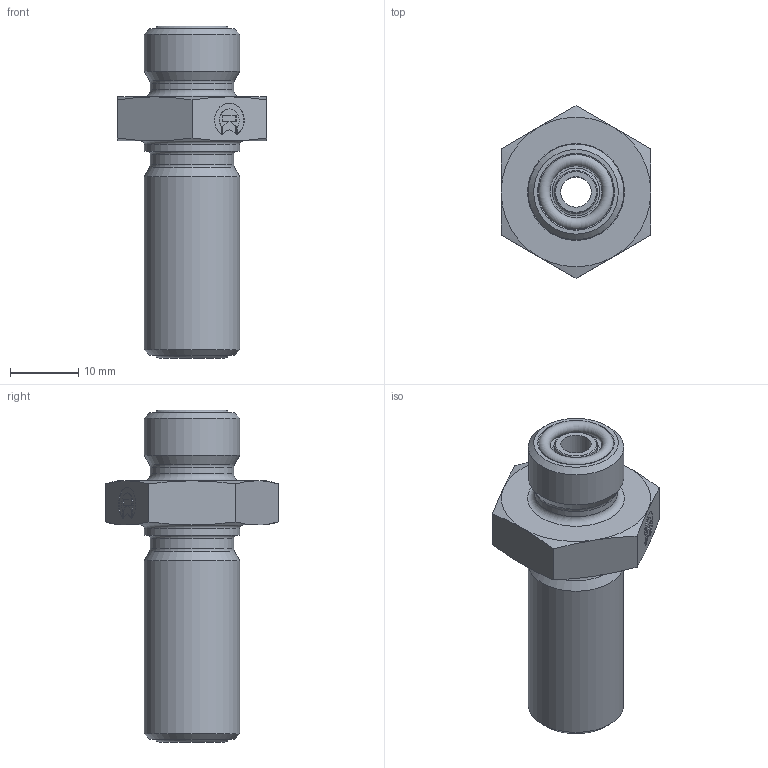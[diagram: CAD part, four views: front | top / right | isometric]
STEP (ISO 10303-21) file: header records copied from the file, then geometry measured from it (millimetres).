
FILE_DESCRIPTION((''),'2;1');
FILE_NAME('2031309Vi.stp','2015-01-09T17:16:36',(''),('KNOMI spol. s r. o.'),'Autodesk Inventor 2012','Autodesk Inventor 2012','');
FILE_SCHEMA(('AUTOMOTIVE_DESIGN { 1 2 10303 214 0 1 1 1 }'));
Length unit declared in the file: millimetre
Products named in the file (3): POSP 6 (-4) Vi 9/16-18 / 9/16-18 (WWW); 2031409; 6007650178Vi
Assembly tree (3 placements, depth 2):
  POSP 6 (-4) Vi 9/16-18 / 9/16-18 (WWW)
    2031409
    6007650178Vi  x2
Bounding box: 22 x 25.4 x 48.82 mm (x, y, z)
Volume: 8110.9 mm3; surface area: 4221.8 mm2
Topology: 3 solids, 3 shells, 90 faces, 202 edges, 125 vertices
Faces by surface type: plane 45, cone 16, torus 15, cylinder 14
Full cylindrical faces by diameter (mm): 4.5 x1, 6.3 x2, 11 x2, 12.24 x2, 14.05 x3
Entity records: 2366 total; most frequent: CARTESIAN_POINT 432, DIRECTION 392, ORIENTED_EDGE 338, EDGE_CURVE 169, AXIS2_PLACEMENT_3D 152, EDGE_LOOP 129, VERTEX_POINT 120, FACE_OUTER_BOUND 89
